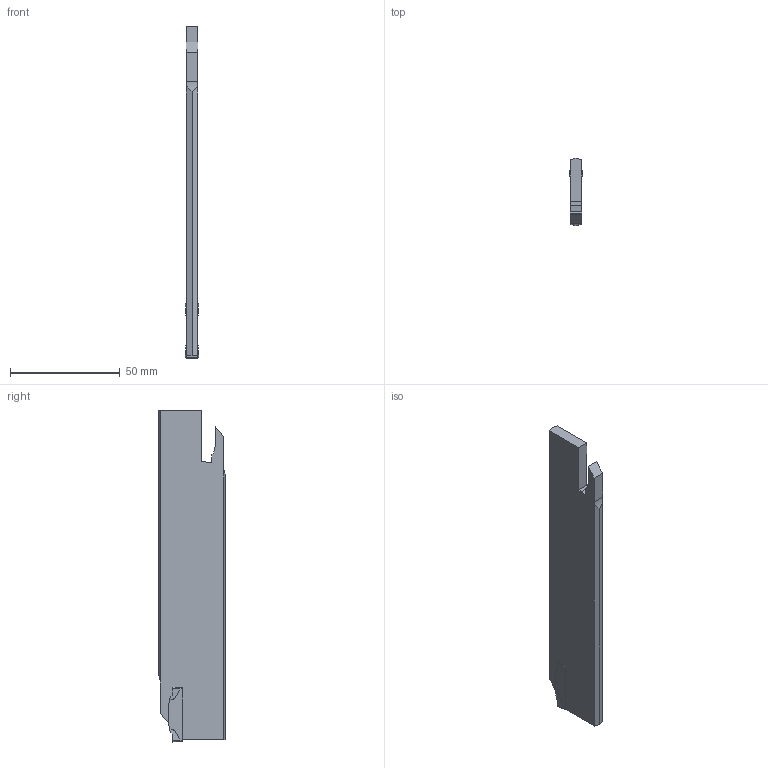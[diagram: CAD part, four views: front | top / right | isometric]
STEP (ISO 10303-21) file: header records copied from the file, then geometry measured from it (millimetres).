
FILE_DESCRIPTION(/* description */ (''),/* implementation_level */ '2;1');
FILE_NAME(/* name */ '1553513688029.stp',/* time_stamp */ '2019-03-25T12:35:01+01:00',/* author */ (''),/* organization */ ('SMS'),/* preprocessor_version */ 'ST-DEVELOPER v15',/* originating_system */ 'SIEMENS PLM Software NX 8.5',/* authorisation */ '');
FILE_SCHEMA (('AUTOMOTIVE_DESIGN { 1 0 10303 214 3 1 1 1 }'));
Length unit declared in the file: millimetre
Products named in the file (1): N123K55_25A2_SIM
Bounding box: 6.03 x 30.47 x 151 mm (x, y, z)
Volume: 22569.6 mm3; surface area: 10864.5 mm2
Topology: 2 solids, 2 shells, 58 faces, 162 edges, 108 vertices
Faces by surface type: plane 48, cylinder 6, extrusion 4
Entity records: 2173 total; most frequent: CARTESIAN_POINT 445, ORIENTED_EDGE 324, DIRECTION 288, EDGE_CURVE 162, VECTOR 138, LINE 134, VERTEX_POINT 108, AXIS2_PLACEMENT_3D 75
